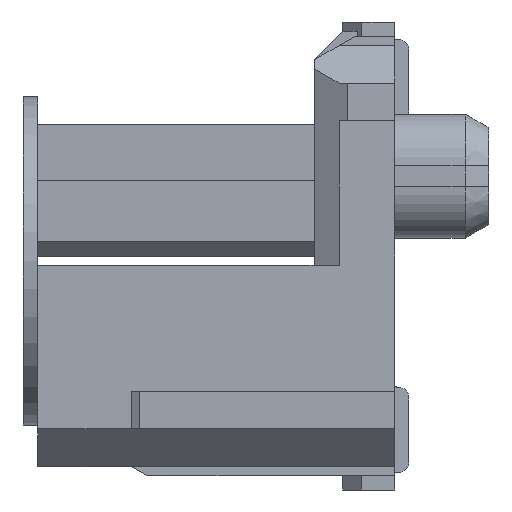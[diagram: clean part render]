
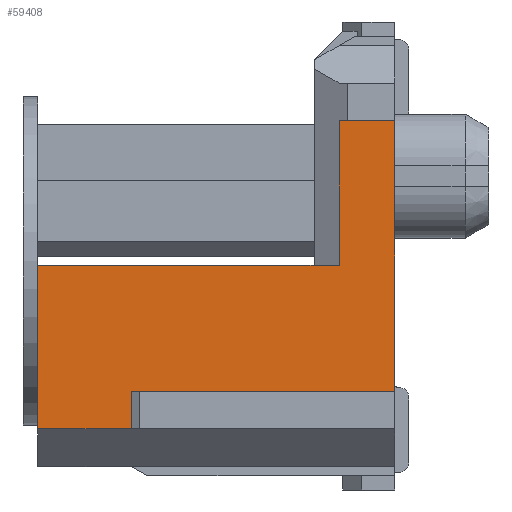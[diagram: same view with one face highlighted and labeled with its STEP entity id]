
A CAD part, left-side view. The second image highlights one B-rep face of the part: STEP entity #59408.
In plain terms, the highlighted planar face has unit normal (-1, 0, 0).
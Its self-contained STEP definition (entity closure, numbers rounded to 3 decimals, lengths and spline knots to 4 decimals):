
#4450=LINE('',#91738,#12142);
#4451=LINE('',#91741,#12143);
#4452=LINE('',#91743,#12144);
#4453=LINE('',#91745,#12145);
#4454=LINE('',#91747,#12146);
#4455=LINE('',#91749,#12147);
#4456=LINE('',#91751,#12148);
#4457=LINE('',#91753,#12149);
#12142=VECTOR('',#74961,1000.);
#12143=VECTOR('',#74962,1000.);
#12144=VECTOR('',#74963,1000.);
#12145=VECTOR('',#74964,1000.);
#12146=VECTOR('',#74965,1000.);
#12147=VECTOR('',#74966,1000.);
#12148=VECTOR('',#74967,1000.);
#12149=VECTOR('',#74968,1000.);
#16639=PLANE('',#63532);
#28642=ORIENTED_EDGE('',*,*,#41016,.T.);
#28643=ORIENTED_EDGE('',*,*,#41017,.T.);
#28644=ORIENTED_EDGE('',*,*,#41018,.F.);
#28645=ORIENTED_EDGE('',*,*,#41019,.F.);
#28646=ORIENTED_EDGE('',*,*,#41020,.T.);
#28647=ORIENTED_EDGE('',*,*,#41021,.F.);
#28648=ORIENTED_EDGE('',*,*,#41022,.F.);
#28649=ORIENTED_EDGE('',*,*,#41023,.T.);
#41016=EDGE_CURVE('',#48081,#48082,#4450,.T.);
#41017=EDGE_CURVE('',#48082,#48083,#4451,.T.);
#41018=EDGE_CURVE('',#48084,#48083,#4452,.T.);
#41019=EDGE_CURVE('',#48085,#48084,#4453,.T.);
#41020=EDGE_CURVE('',#48085,#48086,#4454,.T.);
#41021=EDGE_CURVE('',#48087,#48086,#4455,.T.);
#41022=EDGE_CURVE('',#48088,#48087,#4456,.T.);
#41023=EDGE_CURVE('',#48088,#48081,#4457,.T.);
#48081=VERTEX_POINT('',#91739);
#48082=VERTEX_POINT('',#91740);
#48083=VERTEX_POINT('',#91742);
#48084=VERTEX_POINT('',#91744);
#48085=VERTEX_POINT('',#91746);
#48086=VERTEX_POINT('',#91748);
#48087=VERTEX_POINT('',#91750);
#48088=VERTEX_POINT('',#91752);
#52909=EDGE_LOOP('',(#28642,#28643,#28644,#28645,#28646,#28647,#28648,#28649));
#55877=FACE_BOUND('',#52909,.T.);
#59408=ADVANCED_FACE('',(#55877),#16639,.F.);
#63532=AXIS2_PLACEMENT_3D('',#91737,#74959,#74960);
#74959=DIRECTION('',(1.,0.,0.));
#74960=DIRECTION('',(0.,0.,-1.));
#74961=DIRECTION('',(0.,1.,0.));
#74962=DIRECTION('',(0.,0.,-1.));
#74963=DIRECTION('',(0.,-1.,0.));
#74964=DIRECTION('',(0.,0.,1.));
#74965=DIRECTION('',(0.,-1.,0.));
#74966=DIRECTION('',(0.,0.,-1.));
#74967=DIRECTION('',(0.,1.,0.));
#74968=DIRECTION('',(0.,0.,1.));
#91737=CARTESIAN_POINT('',(-12.35,0.85,-1.84));
#91738=CARTESIAN_POINT('',(-12.35,0.,1.44));
#91739=CARTESIAN_POINT('',(-12.35,0.,1.44));
#91740=CARTESIAN_POINT('',(-12.35,0.5913,1.44));
#91741=CARTESIAN_POINT('',(-12.35,0.5913,-1.84));
#91742=CARTESIAN_POINT('',(-12.35,0.5913,-0.1));
#91743=CARTESIAN_POINT('',(-12.35,3.8,-0.1));
#91744=CARTESIAN_POINT('',(-12.35,3.8,-0.1));
#91745=CARTESIAN_POINT('',(-12.35,3.8,-1.84));
#91746=CARTESIAN_POINT('',(-12.35,3.8,-1.84));
#91747=CARTESIAN_POINT('',(-12.35,0.85,-1.84));
#91748=CARTESIAN_POINT('',(-12.35,2.8,-1.84));
#91749=CARTESIAN_POINT('',(-12.35,2.8,-1.44));
#91750=CARTESIAN_POINT('',(-12.35,2.8,-1.44));
#91751=CARTESIAN_POINT('',(-12.35,0.,-1.44));
#91752=CARTESIAN_POINT('',(-12.35,0.,-1.44));
#91753=CARTESIAN_POINT('',(-12.35,0.,-1.84));
